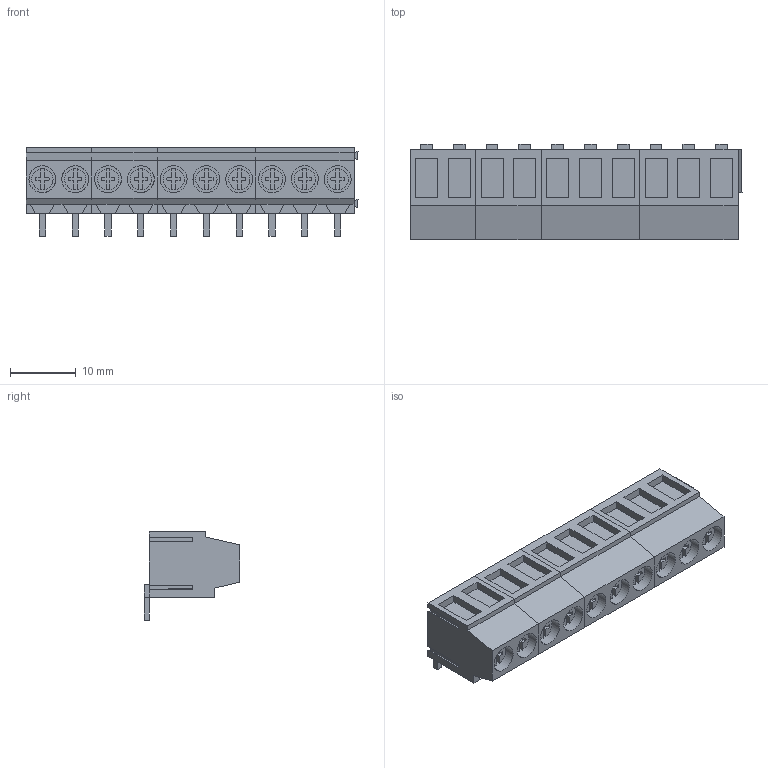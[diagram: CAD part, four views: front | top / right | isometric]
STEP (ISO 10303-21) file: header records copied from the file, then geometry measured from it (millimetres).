
FILE_DESCRIPTION(('CATIA V5 STEP Exchange','CAx-IF Rec.Pracs.--- Model Styling and Organization---1.2---2011-12-15'),'2;1');
FILE_NAME ('D1449970_0_1234310000_1234310000.stp','2018-03-31T10:25:17+00:00',('none'),('Weidmueller'),'CATIA Version 5-6 Release 2014','CATIA V5 STEP AP214','none');
FILE_SCHEMA(('AUTOMOTIVE_DESIGN { 1 0 10303 214 1 1 1 1 }'));
Length unit declared in the file: millimetre
Products named in the file (1): 1234310000
Bounding box: 50.6 x 14.6 x 13.5 mm (x, y, z)
Volume: 4773.6 mm3; surface area: 5963 mm2
Topology: 24 solids, 24 shells, 724 faces, 1918 edges, 1272 vertices
Faces by surface type: plane 664, cylinder 60
Entity records: 21846 total; most frequent: CARTESIAN_POINT 4200, ORIENTED_EDGE 3836, DIRECTION 2960, EDGE_CURVE 1918, VECTOR 1758, LINE 1758, VERTEX_POINT 1272, EDGE_LOOP 754
